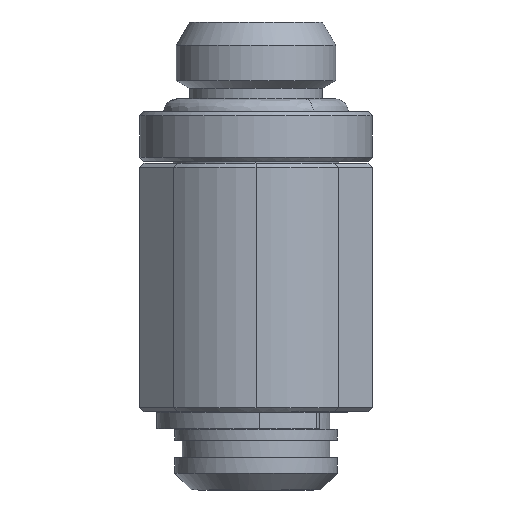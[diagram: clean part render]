
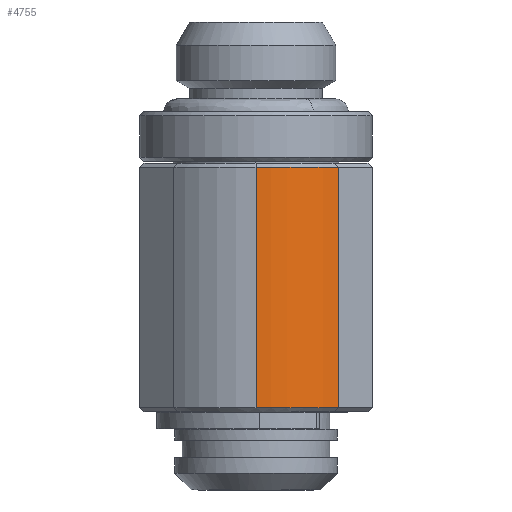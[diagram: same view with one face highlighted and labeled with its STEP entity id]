
A CAD part, left-side view. The second image highlights one B-rep face of the part: STEP entity #4755.
In plain terms, the highlighted free-form (B-spline) face has degree [1, 3] with [2, 4] control points.
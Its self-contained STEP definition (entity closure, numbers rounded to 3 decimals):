
#21 = ORIENTED_EDGE ( 'NONE', *, *, #6158, .F. ) ;
#150 = CARTESIAN_POINT ( 'NONE',  ( 260.434, -39.602, -17.75 ) ) ;
#214 = CARTESIAN_POINT ( 'NONE',  ( 259.714, -37.864, -17.75 ) ) ;
#266 = CARTESIAN_POINT ( 'NONE',  ( 259.714, -35.983, -32.25 ) ) ;
#485 = ORIENTED_EDGE ( 'NONE', *, *, #6869, .F. ) ;
#486 = B_SPLINE_CURVE_WITH_KNOTS ( 'NONE', 1,
 ( #6138, #4434 ),
 .UNSPECIFIED., .F., .F.,
 ( 2, 2 ),
 ( -1., 0. ),
 .UNSPECIFIED. ) ;
#579 = CARTESIAN_POINT ( 'NONE',  ( 259.714, -37.864, -32.25 ) ) ;
#1006 = B_SPLINE_CURVE_WITH_KNOTS ( 'NONE', 1,
 ( #1316, #3035 ),
 .UNSPECIFIED., .F., .F.,
 ( 2, 2 ),
 ( -1., 0. ),
 .UNSPECIFIED. ) ;
#1192 = CARTESIAN_POINT ( 'NONE',  ( 261.764, -40.933, -17.75 ) ) ;
#1316 = CARTESIAN_POINT ( 'NONE',  ( 259.714, -35.983, -32.25 ) ) ;
#1363 = CARTESIAN_POINT ( 'NONE',  ( 261.764, -40.933, -32.25 ) ) ;
#1395 = CARTESIAN_POINT ( 'NONE',  ( 261.764, -40.933, -17.75 ) ) ;
#1465 = CARTESIAN_POINT ( 'NONE',  ( 259.714, -35.983, -17.75 ) ) ;
#1906 = ORIENTED_EDGE ( 'NONE', *, *, #3944, .T. ) ;
#1918 = CARTESIAN_POINT ( 'NONE',  ( 259.714, -37.864, -32.25 ) ) ;
#2996 = CARTESIAN_POINT ( 'NONE',  ( 260.434, -39.602, -17.75 ) ) ;
#3035 = CARTESIAN_POINT ( 'NONE',  ( 259.714, -35.983, -17.75 ) ) ;
#3157 = ORIENTED_EDGE ( 'NONE', *, *, #6132, .T. ) ;
#3247 =( BOUNDED_CURVE ( )  B_SPLINE_CURVE ( 3, ( #1192, #150, #3473, #5677 ),
 .UNSPECIFIED., .F., .T. ) 
 B_SPLINE_CURVE_WITH_KNOTS ( ( 4, 4 ),
 ( -0.785, 0. ),
 .UNSPECIFIED. ) 
 CURVE ( )  GEOMETRIC_REPRESENTATION_ITEM ( )  RATIONAL_B_SPLINE_CURVE ( ( 1., 0.949, 0.949, 1. ) ) 
 REPRESENTATION_ITEM ( '' )  );
#3473 = CARTESIAN_POINT ( 'NONE',  ( 259.714, -37.864, -17.75 ) ) ;
#3684 =( BOUNDED_SURFACE ( )  B_SPLINE_SURFACE ( 1, 3, ( 
 ( #1395, #2996, #214, #4144 ),
 ( #1363, #5269, #1918, #266 ) ),
 .UNSPECIFIED., .F., .F., .T. ) 
 B_SPLINE_SURFACE_WITH_KNOTS ( ( 2, 2 ),
 ( 4, 4 ),
 ( 0., 1. ),
 ( 0., 1. ),
 .UNSPECIFIED. ) 
 GEOMETRIC_REPRESENTATION_ITEM ( )  RATIONAL_B_SPLINE_SURFACE ( (
 ( 1., 0.949, 0.949, 1.),
 ( 1., 0.949, 0.949, 1.) ) ) 
 REPRESENTATION_ITEM ( '' )  SURFACE ( )  );
#3944 = EDGE_CURVE ( 'NONE', #4036, #7065, #3247, .T. ) ;
#4036 = VERTEX_POINT ( 'NONE', #4140 ) ;
#4140 = CARTESIAN_POINT ( 'NONE',  ( 261.764, -40.933, -17.75 ) ) ;
#4144 = CARTESIAN_POINT ( 'NONE',  ( 259.714, -35.983, -17.75 ) ) ;
#4295 = CARTESIAN_POINT ( 'NONE',  ( 259.714, -35.983, -32.25 ) ) ;
#4400 = CARTESIAN_POINT ( 'NONE',  ( 260.434, -39.602, -32.25 ) ) ;
#4425 = CARTESIAN_POINT ( 'NONE',  ( 259.714, -35.983, -32.25 ) ) ;
#4434 = CARTESIAN_POINT ( 'NONE',  ( 261.764, -40.933, -17.75 ) ) ;
#4755 = ADVANCED_FACE ( 'NONE', ( #6713 ), #3684, .F. ) ;
#5117 = VERTEX_POINT ( 'NONE', #5236 ) ;
#5236 = CARTESIAN_POINT ( 'NONE',  ( 261.764, -40.933, -32.25 ) ) ;
#5250 = VERTEX_POINT ( 'NONE', #4295 ) ;
#5269 = CARTESIAN_POINT ( 'NONE',  ( 260.434, -39.602, -32.25 ) ) ;
#5444 =( BOUNDED_CURVE ( )  B_SPLINE_CURVE ( 3, ( #6663, #4400, #579, #4425 ),
 .UNSPECIFIED., .F., .T. ) 
 B_SPLINE_CURVE_WITH_KNOTS ( ( 4, 4 ),
 ( -0.785, 0. ),
 .UNSPECIFIED. ) 
 CURVE ( )  GEOMETRIC_REPRESENTATION_ITEM ( )  RATIONAL_B_SPLINE_CURVE ( ( 1., 0.949, 0.949, 1. ) ) 
 REPRESENTATION_ITEM ( '' )  );
#5677 = CARTESIAN_POINT ( 'NONE',  ( 259.714, -35.983, -17.75 ) ) ;
#5918 = EDGE_LOOP ( 'NONE', ( #485, #21, #3157, #1906 ) ) ;
#6132 = EDGE_CURVE ( 'NONE', #5117, #4036, #486, .T. ) ;
#6138 = CARTESIAN_POINT ( 'NONE',  ( 261.764, -40.933, -32.25 ) ) ;
#6158 = EDGE_CURVE ( 'NONE', #5117, #5250, #5444, .T. ) ;
#6663 = CARTESIAN_POINT ( 'NONE',  ( 261.764, -40.933, -32.25 ) ) ;
#6713 = FACE_OUTER_BOUND ( 'NONE', #5918, .T. ) ;
#6869 = EDGE_CURVE ( 'NONE', #5250, #7065, #1006, .T. ) ;
#7065 = VERTEX_POINT ( 'NONE', #1465 ) ;
